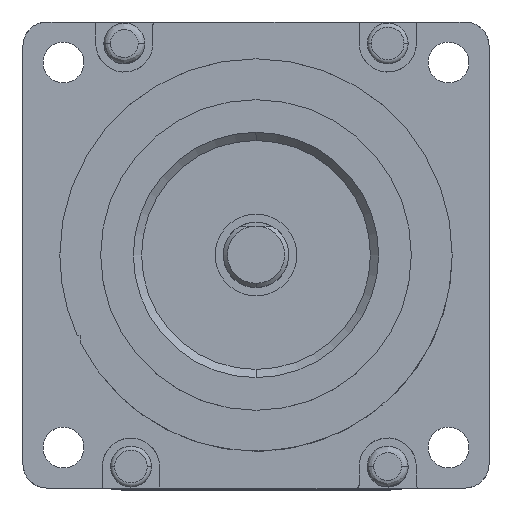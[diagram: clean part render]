
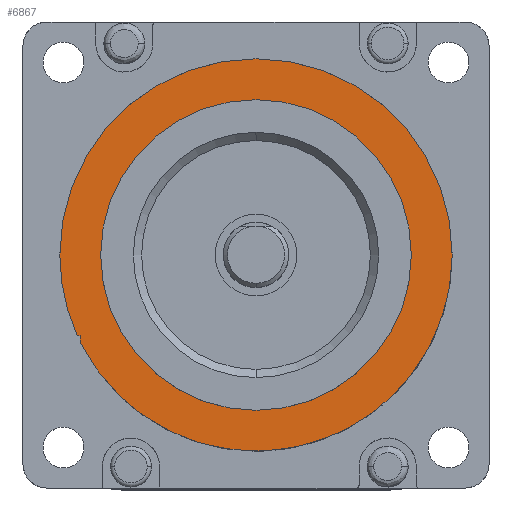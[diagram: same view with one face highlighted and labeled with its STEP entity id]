
A CAD part, top view. The second image highlights one B-rep face of the part: STEP entity #6867.
In plain terms, the highlighted planar face has unit normal (0, 0, 1).
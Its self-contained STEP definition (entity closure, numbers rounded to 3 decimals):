
#718=CARTESIAN_POINT('Axis2P3D Location',(0.,0.,9.)) ;
#722=CARTESIAN_POINT('Vertex',(-24.,0.,9.)) ;
#724=CARTESIAN_POINT('Vertex',(-21.87,-9.886,9.)) ;
#758=CARTESIAN_POINT('Axis2P3D Location',(0.,0.,9.)) ;
#762=CARTESIAN_POINT('Vertex',(24.,0.,9.)) ;
#4959=CARTESIAN_POINT('Axis2P3D Location',(0.,0.,9.)) ;
#4963=CARTESIAN_POINT('Vertex',(-21.505,-10.655,9.)) ;
#6743=CARTESIAN_POINT('Vertex',(-21.505,-9.886,9.)) ;
#6746=CARTESIAN_POINT('Line Origine',(-21.687,-9.886,9.)) ;
#6763=CARTESIAN_POINT('Line Origine',(-21.505,-10.27,9.)) ;
#6812=CARTESIAN_POINT('Vertex',(-19.,0.,9.)) ;
#6819=CARTESIAN_POINT('Vertex',(19.,0.,9.)) ;
#6822=CARTESIAN_POINT('Axis2P3D Location',(0.,0.,9.)) ;
#6839=CARTESIAN_POINT('Axis2P3D Location',(0.,0.,9.)) ;
#6851=CARTESIAN_POINT('Axis2P3D Location',(0.,0.,9.)) ;
#719=DIRECTION('Axis2P3D Direction',(0.,0.,1.)) ;
#759=DIRECTION('Axis2P3D Direction',(0.,0.,1.)) ;
#4960=DIRECTION('Axis2P3D Direction',(0.,0.,1.)) ;
#6747=DIRECTION('Vector Direction',(-1.,0.,0.)) ;
#6764=DIRECTION('Vector Direction',(0.,1.,0.)) ;
#6823=DIRECTION('Axis2P3D Direction',(0.,0.,1.)) ;
#6840=DIRECTION('Axis2P3D Direction',(0.,0.,1.)) ;
#6852=DIRECTION('Axis2P3D Direction',(0.,0.,1.)) ;
#6853=DIRECTION('Axis2P3D XDirection',(1.,0.,-0.)) ;
#720=AXIS2_PLACEMENT_3D('Circle Axis2P3D',#718,#719,$) ;
#760=AXIS2_PLACEMENT_3D('Circle Axis2P3D',#758,#759,$) ;
#4961=AXIS2_PLACEMENT_3D('Circle Axis2P3D',#4959,#4960,$) ;
#6824=AXIS2_PLACEMENT_3D('Circle Axis2P3D',#6822,#6823,$) ;
#6841=AXIS2_PLACEMENT_3D('Circle Axis2P3D',#6839,#6840,$) ;
#6854=AXIS2_PLACEMENT_3D('Plane Axis2P3D',#6851,#6852,#6853) ;
#6857=ORIENTED_EDGE('',*,*,#6750,.F.) ;
#6858=ORIENTED_EDGE('',*,*,#6767,.F.) ;
#6859=ORIENTED_EDGE('',*,*,#4965,.T.) ;
#6860=ORIENTED_EDGE('',*,*,#764,.T.) ;
#6861=ORIENTED_EDGE('',*,*,#726,.T.) ;
#6864=ORIENTED_EDGE('',*,*,#6826,.F.) ;
#6865=ORIENTED_EDGE('',*,*,#6843,.F.) ;
#6866=FACE_BOUND('',#6863,.T.) ;
#6748=VECTOR('Line Direction',#6747,1.) ;
#6765=VECTOR('Line Direction',#6764,1.) ;
#6867=ADVANCED_FACE('Brep With Voids',(#6862,#6866),#6855,.T.) ;
#721=CIRCLE('generated circle',#720,24.) ;
#761=CIRCLE('generated circle',#760,24.) ;
#4962=CIRCLE('generated circle',#4961,24.) ;
#6825=CIRCLE('generated circle',#6824,19.) ;
#6842=CIRCLE('generated circle',#6841,19.) ;
#726=EDGE_CURVE('',#723,#725,#721,.T.) ;
#764=EDGE_CURVE('',#763,#723,#761,.T.) ;
#4965=EDGE_CURVE('',#4964,#763,#4962,.T.) ;
#6750=EDGE_CURVE('',#6744,#725,#6749,.T.) ;
#6767=EDGE_CURVE('',#4964,#6744,#6766,.T.) ;
#6826=EDGE_CURVE('',#6820,#6813,#6825,.T.) ;
#6843=EDGE_CURVE('',#6813,#6820,#6842,.T.) ;
#6856=EDGE_LOOP('',(#6857,#6858,#6859,#6860,#6861)) ;
#6863=EDGE_LOOP('',(#6864,#6865)) ;
#6862=FACE_OUTER_BOUND('',#6856,.T.) ;
#6749=LINE('Line',#6746,#6748) ;
#6766=LINE('Line',#6763,#6765) ;
#6855=PLANE('Plane',#6854) ;
#723=VERTEX_POINT('',#722) ;
#725=VERTEX_POINT('',#724) ;
#763=VERTEX_POINT('',#762) ;
#4964=VERTEX_POINT('',#4963) ;
#6744=VERTEX_POINT('',#6743) ;
#6813=VERTEX_POINT('',#6812) ;
#6820=VERTEX_POINT('',#6819) ;
